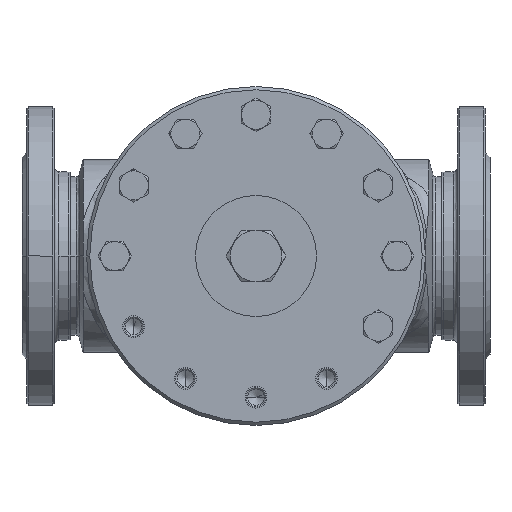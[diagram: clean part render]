
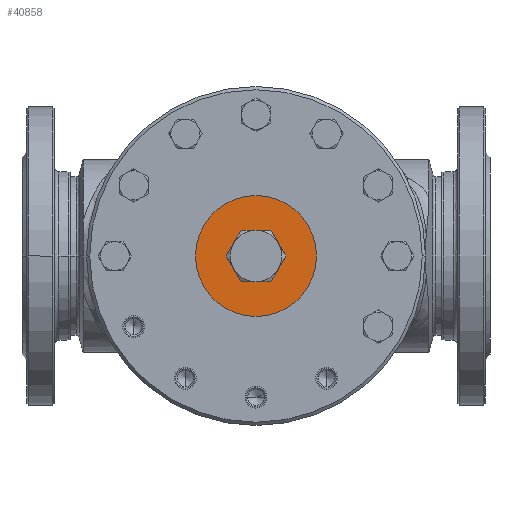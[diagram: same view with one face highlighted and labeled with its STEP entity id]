
A CAD part, front view. The second image highlights one B-rep face of the part: STEP entity #40858.
In plain terms, the highlighted planar face has unit normal (0, -1, 0).
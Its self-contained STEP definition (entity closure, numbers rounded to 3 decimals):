
#175 = DIRECTION ( 'NONE',  ( -1., 0., 0. ) ) ;
#190 = CIRCLE ( 'NONE', #23407, 37.5 ) ;
#4971 = CIRCLE ( 'NONE', #21441, 12.1 ) ;
#8017 = ORIENTED_EDGE ( 'NONE', *, *, #32238, .F. ) ;
#9876 = VERTEX_POINT ( 'NONE', #21364 ) ;
#10026 = EDGE_LOOP ( 'NONE', ( #32635, #40392 ) ) ;
#10189 = ORIENTED_EDGE ( 'NONE', *, *, #37811, .F. ) ;
#10493 = DIRECTION ( 'NONE',  ( 0., 0., -1. ) ) ;
#10858 = DIRECTION ( 'NONE',  ( 0., 1., 0. ) ) ;
#11125 = FACE_BOUND ( 'NONE', #10026, .T. ) ;
#12194 = AXIS2_PLACEMENT_3D ( 'NONE', #13029, #42538, #22716 ) ;
#13029 = CARTESIAN_POINT ( 'NONE',  ( 0., -144., 0. ) ) ;
#13085 = CIRCLE ( 'NONE', #18377, 12.1 ) ;
#14961 = EDGE_CURVE ( 'NONE', #28411, #39316, #13085, .T. ) ;
#15540 = CARTESIAN_POINT ( 'NONE',  ( 0., -144., -12.1 ) ) ;
#18377 = AXIS2_PLACEMENT_3D ( 'NONE', #27137, #23939, #10493 ) ;
#21364 = CARTESIAN_POINT ( 'NONE',  ( 37.5, -144., 0. ) ) ;
#21441 = AXIS2_PLACEMENT_3D ( 'NONE', #25361, #24774, #38103 ) ;
#22014 = FACE_OUTER_BOUND ( 'NONE', #31749, .T. ) ;
#22194 = CIRCLE ( 'NONE', #12194, 37.5 ) ;
#22716 = DIRECTION ( 'NONE',  ( -1., 0., 0. ) ) ;
#23407 = AXIS2_PLACEMENT_3D ( 'NONE', #30391, #10858, #34016 ) ;
#23939 = DIRECTION ( 'NONE',  ( 0., -1., 0. ) ) ;
#23983 = CARTESIAN_POINT ( 'NONE',  ( -37.5, -144., 0. ) ) ;
#24774 = DIRECTION ( 'NONE',  ( 0., -1., 0. ) ) ;
#25361 = CARTESIAN_POINT ( 'NONE',  ( 0., -144., 0. ) ) ;
#26535 = DIRECTION ( 'NONE',  ( 0., 1., 0. ) ) ;
#27137 = CARTESIAN_POINT ( 'NONE',  ( 0., -144., 0. ) ) ;
#27342 = VERTEX_POINT ( 'NONE', #23983 ) ;
#28411 = VERTEX_POINT ( 'NONE', #15540 ) ;
#30391 = CARTESIAN_POINT ( 'NONE',  ( 0., -144., 0. ) ) ;
#31356 = EDGE_CURVE ( 'NONE', #39316, #28411, #4971, .T. ) ;
#31749 = EDGE_LOOP ( 'NONE', ( #10189, #8017 ) ) ;
#32238 = EDGE_CURVE ( 'NONE', #9876, #27342, #190, .T. ) ;
#32635 = ORIENTED_EDGE ( 'NONE', *, *, #14961, .F. ) ;
#34016 = DIRECTION ( 'NONE',  ( -1., 0., 0. ) ) ;
#35579 = AXIS2_PLACEMENT_3D ( 'NONE', #42617, #26535, #175 ) ;
#37811 = EDGE_CURVE ( 'NONE', #27342, #9876, #22194, .T. ) ;
#38103 = DIRECTION ( 'NONE',  ( 0., 0., -1. ) ) ;
#38307 = CARTESIAN_POINT ( 'NONE',  ( 0., -144., 12.1 ) ) ;
#39316 = VERTEX_POINT ( 'NONE', #38307 ) ;
#39692 = PLANE ( 'NONE',  #35579 ) ;
#40392 = ORIENTED_EDGE ( 'NONE', *, *, #31356, .F. ) ;
#40858 = ADVANCED_FACE ( 'NONE', ( #11125, #22014 ), #39692, .F. ) ;
#42538 = DIRECTION ( 'NONE',  ( 0., 1., 0. ) ) ;
#42617 = CARTESIAN_POINT ( 'NONE',  ( 0., -144., 0. ) ) ;
